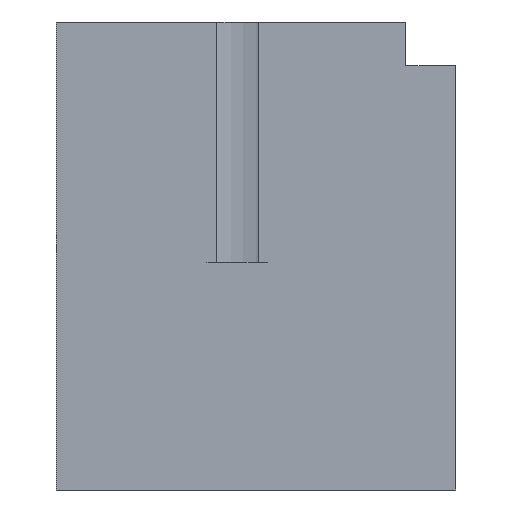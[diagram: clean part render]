
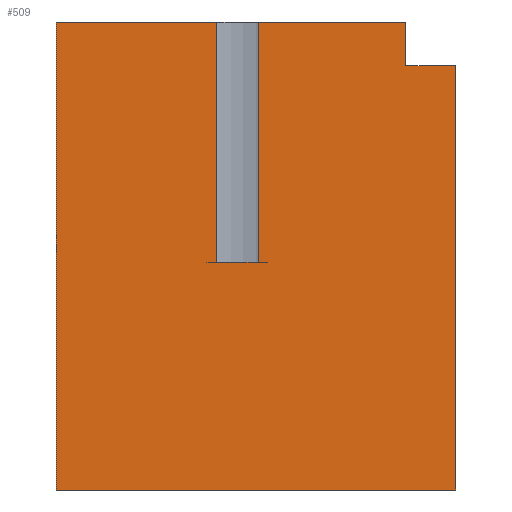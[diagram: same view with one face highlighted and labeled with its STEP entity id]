
A CAD part, left-side view. The second image highlights one B-rep face of the part: STEP entity #509.
In plain terms, the highlighted planar face has unit normal (-1, 0, 0).
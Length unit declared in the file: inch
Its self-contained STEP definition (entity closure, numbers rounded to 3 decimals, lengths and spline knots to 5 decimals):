
#62=FACE_OUTER_BOUND('',#95,.T.);
#95=EDGE_LOOP('',(#398,#399,#400,#401,#402,#403,#404,#405,#406,#407));
#131=LINE('',#770,#183);
#138=LINE('',#792,#190);
#144=LINE('',#806,#196);
#147=LINE('',#811,#199);
#151=LINE('',#821,#203);
#152=LINE('',#823,#204);
#153=LINE('',#825,#205);
#154=LINE('',#827,#206);
#155=LINE('',#829,#207);
#156=LINE('',#830,#208);
#183=VECTOR('',#615,0.3937);
#190=VECTOR('',#636,0.3937);
#196=VECTOR('',#648,0.3937);
#199=VECTOR('',#653,0.3937);
#203=VECTOR('',#663,0.3937);
#204=VECTOR('',#664,0.3937);
#205=VECTOR('',#665,0.3937);
#206=VECTOR('',#666,0.3937);
#207=VECTOR('',#667,0.3937);
#208=VECTOR('',#668,0.3937);
#234=VERTEX_POINT('',#767);
#235=VERTEX_POINT('',#769);
#243=VERTEX_POINT('',#790);
#246=VERTEX_POINT('',#802);
#248=VERTEX_POINT('',#805);
#252=VERTEX_POINT('',#820);
#253=VERTEX_POINT('',#822);
#254=VERTEX_POINT('',#824);
#255=VERTEX_POINT('',#826);
#256=VERTEX_POINT('',#828);
#283=EDGE_CURVE('',#235,#234,#131,.T.);
#295=EDGE_CURVE('',#234,#243,#138,.T.);
#301=EDGE_CURVE('',#248,#246,#144,.T.);
#304=EDGE_CURVE('',#243,#248,#147,.T.);
#309=EDGE_CURVE('',#252,#246,#151,.T.);
#310=EDGE_CURVE('',#252,#253,#152,.T.);
#311=EDGE_CURVE('',#253,#254,#153,.T.);
#312=EDGE_CURVE('',#254,#255,#154,.T.);
#313=EDGE_CURVE('',#256,#255,#155,.T.);
#314=EDGE_CURVE('',#235,#256,#156,.T.);
#398=ORIENTED_EDGE('',*,*,#304,.T.);
#399=ORIENTED_EDGE('',*,*,#301,.T.);
#400=ORIENTED_EDGE('',*,*,#309,.F.);
#401=ORIENTED_EDGE('',*,*,#310,.T.);
#402=ORIENTED_EDGE('',*,*,#311,.T.);
#403=ORIENTED_EDGE('',*,*,#312,.T.);
#404=ORIENTED_EDGE('',*,*,#313,.F.);
#405=ORIENTED_EDGE('',*,*,#314,.F.);
#406=ORIENTED_EDGE('',*,*,#283,.T.);
#407=ORIENTED_EDGE('',*,*,#295,.T.);
#487=PLANE('',#560);
#509=ADVANCED_FACE('',(#62),#487,.T.);
#560=AXIS2_PLACEMENT_3D('',#819,#661,#662);
#615=DIRECTION('',(0.,-1.,0.));
#636=DIRECTION('',(0.,0.,1.));
#648=DIRECTION('',(0.,0.,1.));
#653=DIRECTION('',(0.,1.,0.));
#661=DIRECTION('center_axis',(-1.,0.,0.));
#662=DIRECTION('ref_axis',(0.,-1.,0.));
#663=DIRECTION('',(0.,-1.,0.));
#664=DIRECTION('',(0.,0.,-1.));
#665=DIRECTION('',(0.,1.,0.));
#666=DIRECTION('',(0.,0.,1.));
#667=DIRECTION('',(0.,-1.,0.));
#668=DIRECTION('',(0.,0.,1.));
#767=CARTESIAN_POINT('',(0.,0.,0.));
#769=CARTESIAN_POINT('',(0.,0.64,0.));
#770=CARTESIAN_POINT('',(0.,0.64,0.));
#790=CARTESIAN_POINT('',(0.,0.,0.68));
#792=CARTESIAN_POINT('',(0.,0.,0.));
#802=CARTESIAN_POINT('',(0.,0.08,0.75));
#805=CARTESIAN_POINT('',(0.,0.08,0.68));
#806=CARTESIAN_POINT('',(0.,0.08,0.375));
#811=CARTESIAN_POINT('',(0.,0.34,0.68));
#819=CARTESIAN_POINT('Origin',(0.,0.64,0.));
#820=CARTESIAN_POINT('',(0.,0.31646,0.75));
#821=CARTESIAN_POINT('',(0.,0.64,0.75));
#822=CARTESIAN_POINT('',(0.,0.31646,0.365));
#823=CARTESIAN_POINT('',(0.,0.31646,0.75));
#824=CARTESIAN_POINT('',(0.,0.38354,0.365));
#825=CARTESIAN_POINT('',(0.,0.495,0.365));
#826=CARTESIAN_POINT('',(0.,0.38354,0.75));
#827=CARTESIAN_POINT('',(0.,0.38354,0.75));
#828=CARTESIAN_POINT('',(0.,0.64,0.75));
#829=CARTESIAN_POINT('',(0.,0.64,0.75));
#830=CARTESIAN_POINT('',(0.,0.64,0.));
